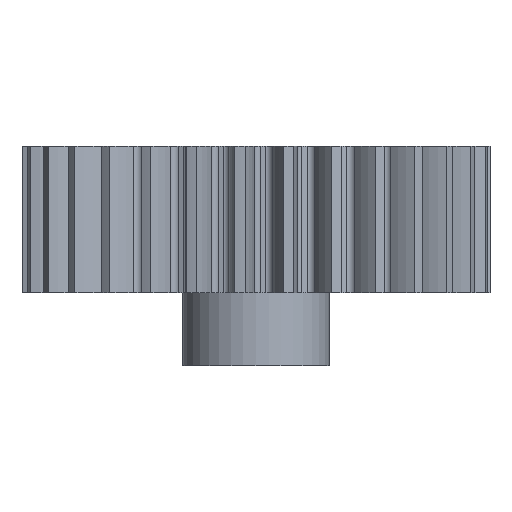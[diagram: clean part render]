
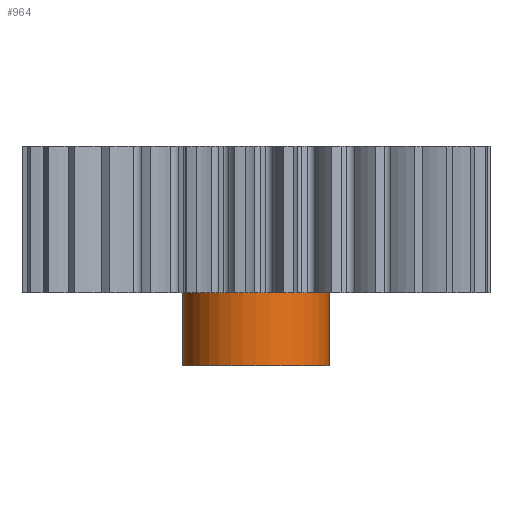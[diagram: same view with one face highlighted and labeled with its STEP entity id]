
A CAD part, front view. The second image highlights one B-rep face of the part: STEP entity #964.
In plain terms, the highlighted cylindrical face has radius 5 mm (diameter 10 mm), a partial arc.
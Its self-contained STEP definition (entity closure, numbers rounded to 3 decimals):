
#228 = EDGE_CURVE ( 'NONE', #4340, #2738, #3109, .T. ) ;
#744 = VERTEX_POINT ( 'NONE', #5831 ) ;
#929 = LINE ( 'NONE', #5346, #2079 ) ;
#964 = ADVANCED_FACE ( 'NONE', ( #2297 ), #1692, .T. ) ;
#971 = DIRECTION ( 'NONE',  ( 0., 0., 1. ) ) ;
#1003 = EDGE_CURVE ( 'NONE', #1962, #2738, #1307, .T. ) ;
#1286 = EDGE_LOOP ( 'NONE', ( #2155, #6101, #6511, #6885 ) ) ;
#1307 = CIRCLE ( 'NONE', #2234, 5. ) ;
#1484 = CARTESIAN_POINT ( 'NONE',  ( -5., 0., -5. ) ) ;
#1650 = DIRECTION ( 'NONE',  ( 0., 0., -1. ) ) ;
#1692 = CYLINDRICAL_SURFACE ( 'NONE', #6936, 5. ) ;
#1962 = VERTEX_POINT ( 'NONE', #5611 ) ;
#2079 = VECTOR ( 'NONE', #971, 1000. ) ;
#2155 = ORIENTED_EDGE ( 'NONE', *, *, #228, .F. ) ;
#2234 = AXIS2_PLACEMENT_3D ( 'NONE', #2721, #1650, #3303 ) ;
#2297 = FACE_OUTER_BOUND ( 'NONE', #1286, .T. ) ;
#2536 = DIRECTION ( 'NONE',  ( 0., 0., 1. ) ) ;
#2613 = EDGE_CURVE ( 'NONE', #744, #4340, #5645, .T. ) ;
#2721 = CARTESIAN_POINT ( 'NONE',  ( 0., 0., 0. ) ) ;
#2738 = VERTEX_POINT ( 'NONE', #6147 ) ;
#2755 = DIRECTION ( 'NONE',  ( 1., 0., 0. ) ) ;
#2886 = AXIS2_PLACEMENT_3D ( 'NONE', #3228, #5419, #5852 ) ;
#3109 = LINE ( 'NONE', #1484, #3606 ) ;
#3228 = CARTESIAN_POINT ( 'NONE',  ( 0., 0., -5. ) ) ;
#3303 = DIRECTION ( 'NONE',  ( 1., 0., 0. ) ) ;
#3606 = VECTOR ( 'NONE', #2536, 1000. ) ;
#3683 = EDGE_CURVE ( 'NONE', #744, #1962, #929, .T. ) ;
#3806 = CARTESIAN_POINT ( 'NONE',  ( 0., 0., -5. ) ) ;
#4340 = VERTEX_POINT ( 'NONE', #6946 ) ;
#5346 = CARTESIAN_POINT ( 'NONE',  ( 5., 0., -5. ) ) ;
#5419 = DIRECTION ( 'NONE',  ( 0., 0., -1. ) ) ;
#5611 = CARTESIAN_POINT ( 'NONE',  ( 5., 0., 0. ) ) ;
#5645 = CIRCLE ( 'NONE', #2886, 5. ) ;
#5831 = CARTESIAN_POINT ( 'NONE',  ( 5., 0., -5. ) ) ;
#5852 = DIRECTION ( 'NONE',  ( -1., 0., 0. ) ) ;
#5992 = DIRECTION ( 'NONE',  ( 0., 0., 1. ) ) ;
#6101 = ORIENTED_EDGE ( 'NONE', *, *, #2613, .F. ) ;
#6147 = CARTESIAN_POINT ( 'NONE',  ( -5., 0., 0. ) ) ;
#6511 = ORIENTED_EDGE ( 'NONE', *, *, #3683, .T. ) ;
#6885 = ORIENTED_EDGE ( 'NONE', *, *, #1003, .T. ) ;
#6936 = AXIS2_PLACEMENT_3D ( 'NONE', #3806, #5992, #2755 ) ;
#6946 = CARTESIAN_POINT ( 'NONE',  ( -5., 0., -5. ) ) ;
